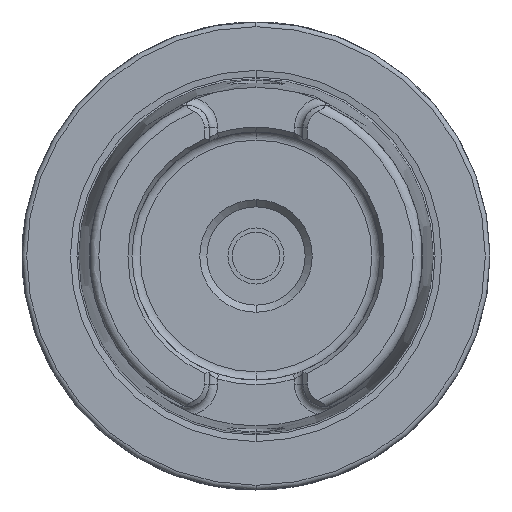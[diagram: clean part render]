
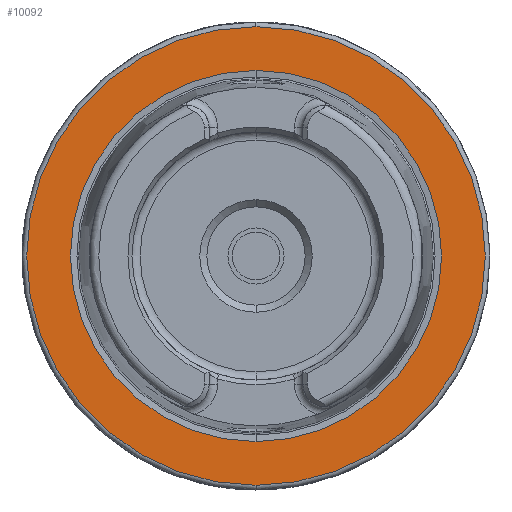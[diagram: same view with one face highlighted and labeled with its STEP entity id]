
A CAD part, left-side view. The second image highlights one B-rep face of the part: STEP entity #10092.
In plain terms, the highlighted planar face has unit normal (-1, 0, 0).
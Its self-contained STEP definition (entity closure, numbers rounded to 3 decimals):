
#751 = CARTESIAN_POINT ( 'NONE',  ( 0., 0., -39.647 ) ) ;
#3716 = CARTESIAN_POINT ( 'NONE',  ( 0., 0., 39.647 ) ) ;
#3780 = DIRECTION ( 'NONE',  ( 0., 0., -1. ) ) ;
#3782 = DIRECTION ( 'NONE',  ( 1., 0., 0. ) ) ;
#3783 = CARTESIAN_POINT ( 'NONE',  ( 0., 0., 0. ) ) ;
#3785 = AXIS2_PLACEMENT_3D ( 'NONE', #3783, #3782, #3780 ) ;
#3787 = CIRCLE ( 'NONE', #3785, 39.647 ) ;
#3914 = DIRECTION ( 'NONE',  ( 0., 0., -1. ) ) ;
#3915 = DIRECTION ( 'NONE',  ( 1., 0., 0. ) ) ;
#3916 = CARTESIAN_POINT ( 'NONE',  ( 0., 0., 0. ) ) ;
#3917 = AXIS2_PLACEMENT_3D ( 'NONE', #3916, #3915, #3914 ) ;
#3918 = CIRCLE ( 'NONE', #3917, 49. ) ;
#3923 = CARTESIAN_POINT ( 'NONE',  ( 0., 0., 49. ) ) ;
#3939 = CARTESIAN_POINT ( 'NONE',  ( 0., 0., -49. ) ) ;
#5266 = VERTEX_POINT ( 'NONE', #751 ) ;
#5900 = FACE_BOUND ( 'NONE', #10093, .T. ) ;
#5950 = DIRECTION ( 'NONE',  ( 0., 0., -1. ) ) ;
#5951 = DIRECTION ( 'NONE',  ( 1., 0., 0. ) ) ;
#5952 = AXIS2_PLACEMENT_3D ( 'NONE', #5958, #5951, #5950 ) ;
#5953 = CIRCLE ( 'NONE', #5952, 39.647 ) ;
#5954 = DIRECTION ( 'NONE',  ( 0., 0., 1. ) ) ;
#5956 = DIRECTION ( 'NONE',  ( -1., 0., 0. ) ) ;
#5957 = CARTESIAN_POINT ( 'NONE',  ( 0., 39.647, 0. ) ) ;
#5958 = CARTESIAN_POINT ( 'NONE',  ( 0., 0., 0. ) ) ;
#5959 = AXIS2_PLACEMENT_3D ( 'NONE', #5957, #5956, #5954 ) ;
#5960 = PLANE ( 'NONE',  #5959 ) ;
#5961 = FACE_OUTER_BOUND ( 'NONE', #10097, .T. ) ;
#6051 = DIRECTION ( 'NONE',  ( 0., 0., -1. ) ) ;
#6052 = DIRECTION ( 'NONE',  ( 1., 0., 0. ) ) ;
#6053 = CARTESIAN_POINT ( 'NONE',  ( 0., 0., 0. ) ) ;
#6054 = AXIS2_PLACEMENT_3D ( 'NONE', #6053, #6052, #6051 ) ;
#6058 = CIRCLE ( 'NONE', #6054, 49. ) ;
#7860 = VERTEX_POINT ( 'NONE', #3716 ) ;
#7869 = EDGE_CURVE ( 'NONE', #7860, #5266, #3787, .T. ) ;
#7927 = VERTEX_POINT ( 'NONE', #3939 ) ;
#7932 = VERTEX_POINT ( 'NONE', #3923 ) ;
#7933 = EDGE_CURVE ( 'NONE', #7927, #7932, #3918, .T. ) ;
#10092 = ADVANCED_FACE ( 'NONE', ( #5900, #5961 ), #5960, .T. ) ;
#10093 = EDGE_LOOP ( 'NONE', ( #10094, #10095 ) ) ;
#10094 = ORIENTED_EDGE ( 'NONE', *, *, #7869, .T. ) ;
#10095 = ORIENTED_EDGE ( 'NONE', *, *, #10096, .T. ) ;
#10096 = EDGE_CURVE ( 'NONE', #5266, #7860, #5953, .T. ) ;
#10097 = EDGE_LOOP ( 'NONE', ( #10098, #10099 ) ) ;
#10098 = ORIENTED_EDGE ( 'NONE', *, *, #7933, .F. ) ;
#10099 = ORIENTED_EDGE ( 'NONE', *, *, #10167, .F. ) ;
#10167 = EDGE_CURVE ( 'NONE', #7932, #7927, #6058, .T. ) ;
